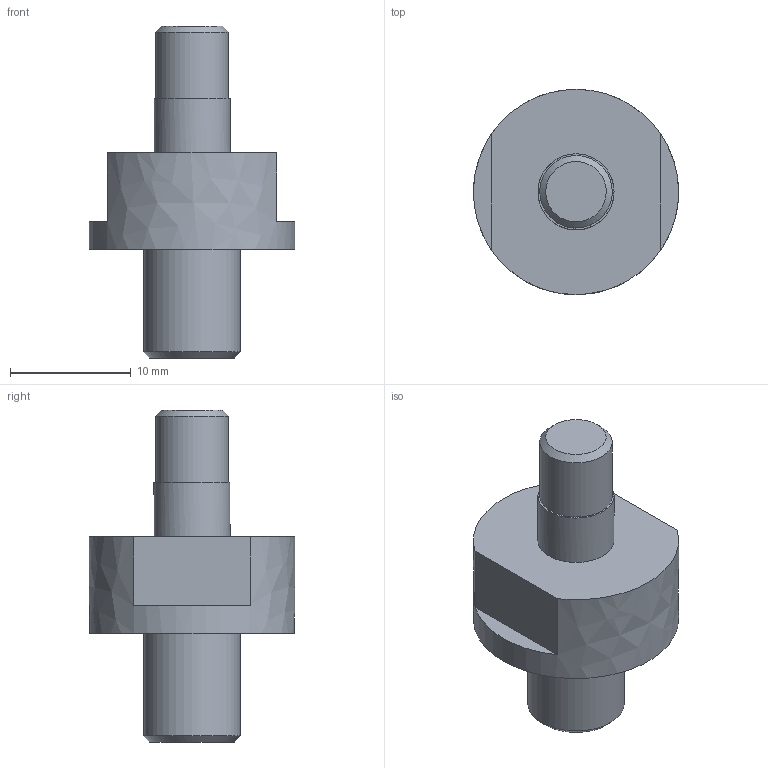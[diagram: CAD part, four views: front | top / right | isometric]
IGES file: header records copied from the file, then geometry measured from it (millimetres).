
Global section: file name: Adapterstück M6M8,; native system: Autodesk Inventor 2020; preprocessor: unknown; author: S. Sandt; organization: di-soric GmbH & Co. KG; date: 20200819.093025; units: millimetre
Bounding box: 17 x 17 x 27.5 mm (x, y, z)
Volume: 2464.2 mm3; surface area: 1290.6 mm2
Topology: 1 solids, 1 shells, 15 faces, 28 edges, 18 vertices
Faces by surface type: bspline 15
